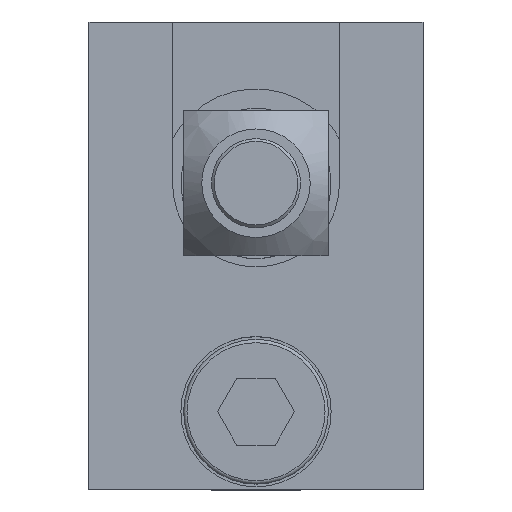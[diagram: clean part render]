
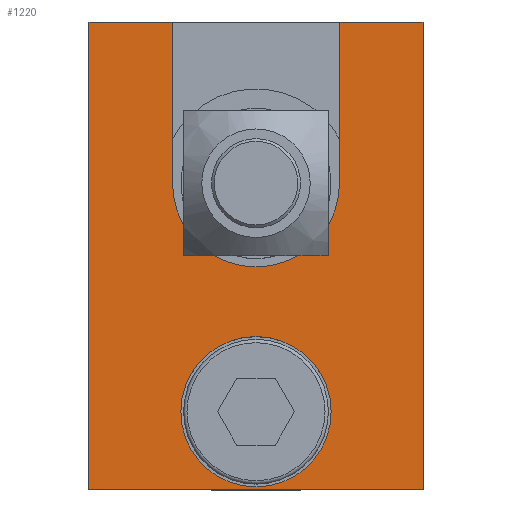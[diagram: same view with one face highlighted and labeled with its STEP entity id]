
A CAD part, top view. The second image highlights one B-rep face of the part: STEP entity #1220.
In plain terms, the highlighted planar face has unit normal (0, 0, 1).
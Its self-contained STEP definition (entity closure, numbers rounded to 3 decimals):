
#31=FACE_BOUND('',#447,.T.);
#58=PLANE('',#1333);
#134=LINE('',#1985,#252);
#140=LINE('',#1994,#258);
#142=LINE('',#1998,#260);
#144=LINE('',#2002,#262);
#147=LINE('',#2007,#265);
#152=LINE('',#2016,#270);
#153=LINE('',#2019,#271);
#252=VECTOR('',#1511,1000.);
#258=VECTOR('',#1519,1000.);
#260=VECTOR('',#1523,1000.);
#262=VECTOR('',#1527,1000.);
#265=VECTOR('',#1530,1000.);
#270=VECTOR('',#1537,1000.);
#271=VECTOR('',#1540,1000.);
#368=FACE_OUTER_BOUND('',#446,.T.);
#446=EDGE_LOOP('',(#965,#966,#967,#968,#969,#970,#971,#972));
#447=EDGE_LOOP('',(#973));
#519=CIRCLE('',#1314,6.75);
#528=CIRCLE('',#1334,7.5);
#582=VERTEX_POINT('',#1912);
#611=VERTEX_POINT('',#1982);
#612=VERTEX_POINT('',#1984);
#614=VERTEX_POINT('',#1992);
#615=VERTEX_POINT('',#1996);
#616=VERTEX_POINT('',#2000);
#618=VERTEX_POINT('',#2006);
#621=VERTEX_POINT('',#2015);
#622=VERTEX_POINT('',#2017);
#703=EDGE_CURVE('',#582,#582,#519,.T.);
#737=EDGE_CURVE('',#612,#611,#134,.T.);
#743=EDGE_CURVE('',#611,#614,#140,.T.);
#745=EDGE_CURVE('',#614,#615,#142,.T.);
#747=EDGE_CURVE('',#615,#616,#144,.T.);
#750=EDGE_CURVE('',#618,#612,#147,.T.);
#755=EDGE_CURVE('',#621,#616,#152,.T.);
#756=EDGE_CURVE('',#621,#622,#528,.T.);
#757=EDGE_CURVE('',#622,#618,#153,.T.);
#965=ORIENTED_EDGE('',*,*,#747,.T.);
#966=ORIENTED_EDGE('',*,*,#755,.F.);
#967=ORIENTED_EDGE('',*,*,#756,.T.);
#968=ORIENTED_EDGE('',*,*,#757,.T.);
#969=ORIENTED_EDGE('',*,*,#750,.T.);
#970=ORIENTED_EDGE('',*,*,#737,.T.);
#971=ORIENTED_EDGE('',*,*,#743,.T.);
#972=ORIENTED_EDGE('',*,*,#745,.T.);
#973=ORIENTED_EDGE('',*,*,#703,.F.);
#1220=ADVANCED_FACE('',(#368,#31),#58,.F.);
#1314=AXIS2_PLACEMENT_3D('',#1914,#1454,#1455);
#1333=AXIS2_PLACEMENT_3D('',#2014,#1535,#1536);
#1334=AXIS2_PLACEMENT_3D('',#2018,#1538,#1539);
#1454=DIRECTION('center_axis',(0.,0.,1.));
#1455=DIRECTION('ref_axis',(1.,0.,0.));
#1511=DIRECTION('',(0.,-1.,0.));
#1519=DIRECTION('',(1.,0.,0.));
#1523=DIRECTION('',(0.,1.,0.));
#1527=DIRECTION('',(-1.,0.,0.));
#1530=DIRECTION('',(-1.,0.,0.));
#1535=DIRECTION('center_axis',(0.,0.,-1.));
#1536=DIRECTION('ref_axis',(-1.,0.,0.));
#1537=DIRECTION('',(0.,1.,0.));
#1538=DIRECTION('center_axis',(0.,0.,-1.));
#1539=DIRECTION('ref_axis',(-1.,0.,0.));
#1540=DIRECTION('',(0.,1.,0.));
#1912=CARTESIAN_POINT('',(57.064,89.252,10.));
#1914=CARTESIAN_POINT('Origin',(63.814,89.252,10.));
#1982=CARTESIAN_POINT('',(48.814,82.252,10.));
#1984=CARTESIAN_POINT('',(48.814,124.252,10.));
#1985=CARTESIAN_POINT('',(48.814,82.252,10.));
#1992=CARTESIAN_POINT('',(78.814,82.252,10.));
#1994=CARTESIAN_POINT('',(48.814,82.252,10.));
#1996=CARTESIAN_POINT('',(78.814,124.252,10.));
#1998=CARTESIAN_POINT('',(78.814,82.252,10.));
#2000=CARTESIAN_POINT('',(71.314,124.252,10.));
#2002=CARTESIAN_POINT('',(48.814,124.252,10.));
#2006=CARTESIAN_POINT('',(56.314,124.252,10.));
#2007=CARTESIAN_POINT('',(48.814,124.252,10.));
#2014=CARTESIAN_POINT('Origin',(48.814,124.252,10.));
#2015=CARTESIAN_POINT('',(71.314,109.752,10.));
#2016=CARTESIAN_POINT('',(71.314,102.252,10.));
#2017=CARTESIAN_POINT('',(56.314,109.752,10.));
#2018=CARTESIAN_POINT('Origin',(63.814,109.752,10.));
#2019=CARTESIAN_POINT('',(56.314,102.252,10.));
